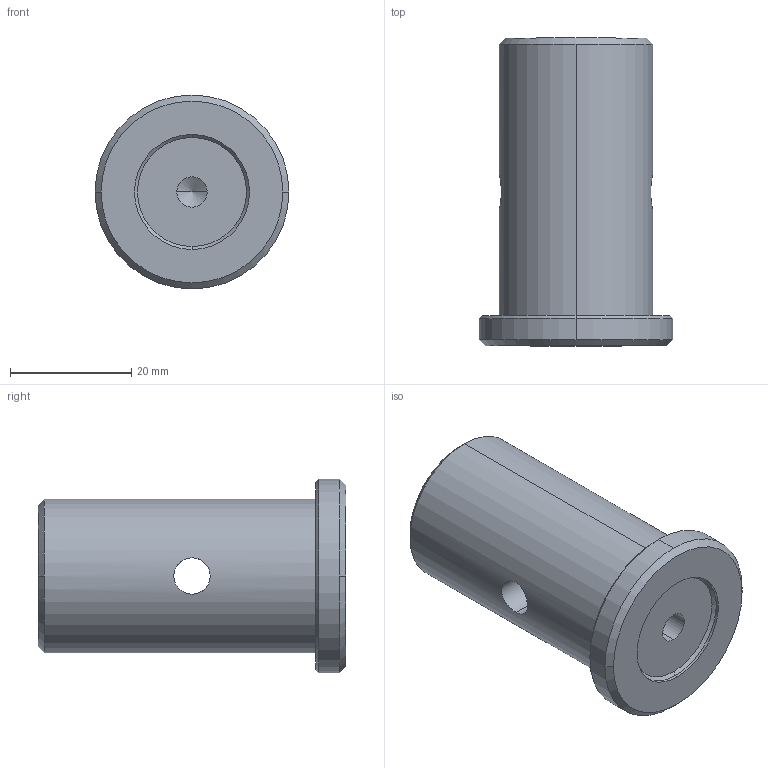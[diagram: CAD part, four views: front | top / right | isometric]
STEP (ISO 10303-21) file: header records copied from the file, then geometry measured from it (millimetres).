
FILE_DESCRIPTION (( 'STEP AP214' ), '1' );
FILE_NAME ('523852.STEP', '2019-10-15T07:40:44', ( 'user' ), ( '微软中国' ), 'SwSTEP 2.0', 'SolidWorks 2016', '' );
FILE_SCHEMA (( 'AUTOMOTIVE_DESIGN' ));
Length unit declared in the file: millimetre
Products named in the file (1): 523852
Bounding box: 32 x 50.8 x 32 mm (x, y, z)
Volume: 25549 mm3; surface area: 6466.1 mm2
Topology: 1 solids, 1 shells, 33 faces, 78 edges, 48 vertices
Faces by surface type: cylinder 14, cone 14, plane 5
Entity records: 1092 total; most frequent: CARTESIAN_POINT 280, DIRECTION 180, ORIENTED_EDGE 148, AXIS2_PLACEMENT_3D 76, EDGE_CURVE 74, VERTEX_POINT 48, CIRCLE 42, EDGE_LOOP 40
